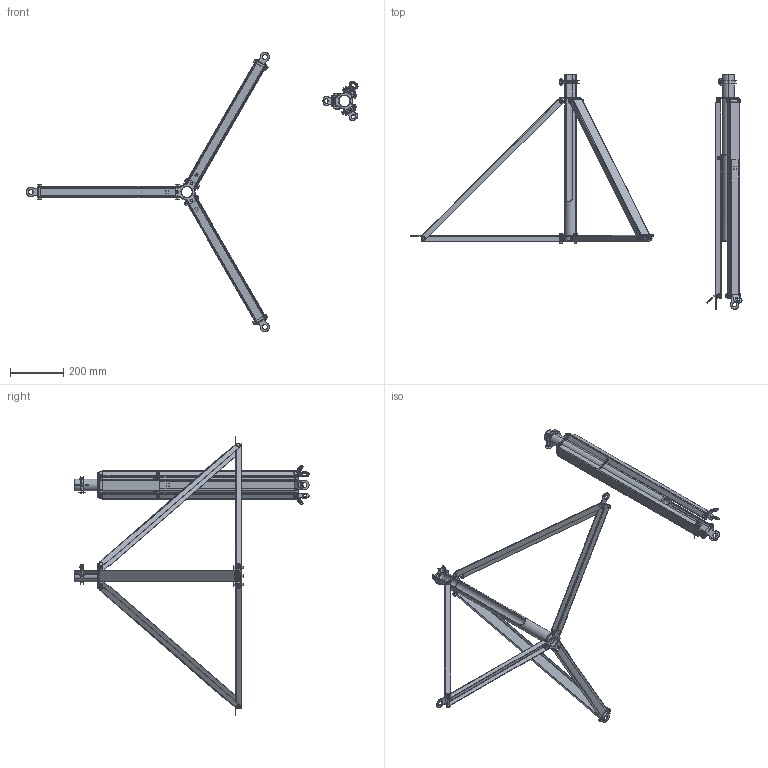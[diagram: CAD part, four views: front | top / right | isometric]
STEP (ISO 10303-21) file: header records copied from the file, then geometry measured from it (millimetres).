
FILE_DESCRIPTION(('CoCreate Modeling STEP Export'),'2;1');
FILE_NAME('5408932.stp','2018-09-20T 9:08:28',(''),(''),'CoCreate Modeling STEP processor for AP214 (Solid Model)','CoCreate Modeling 16.00D 29-May-2009 (C) Parametric Technology GmbH','');
FILE_SCHEMA(('AUTOMOTIVE_DESIGN { 1 0 10303 214 1 1 1 1 }'));
Length unit declared in the file: millimetre
Products named in the file (18): Rohraufnahme_Schlitz-484204; Blindniet-.2; Flachrundschraube_DIN_603_M10_x_50; Gelenk-484125.2; Gelenk-484153.1; Gelenkrosette-484122; Gelenkrosette-484123; Gelenkrosette-484124; Klemmschelle.1; Scheibe_A_8_4_DIN_6798.3; Schraube_M_8x30_DIN_933; Schraube_M_8x50_DIN_933.2.2; Sechskantmutter_M8_DIN_6924; Sicherungsmutter_M8_DIN_980.2; Rohraufnahme-484204; Aufbau; Gelenkständer1m-geschlossen; Gelenkständer-Schlitz-1m-Offen
Assembly tree (76 placements, depth 4):
  Gelenkständer-Schlitz-1m-Offen
    Gelenkständer1m-geschlossen
      Aufbau
        Rohraufnahme-484204
        Gelenkrosette-484124
        Gelenkrosette-484123
        Gelenkrosette-484122
        Klemmschelle.1
        Blindniet-.2  x6
        Schraube_M_8x50_DIN_933.2.2  x6
        Sicherungsmutter_M8_DIN_980.2  x6
        Gelenk-484125.2  x3
        Schraube_M_8x30_DIN_933  x3
        Scheibe_A_8_4_DIN_6798.3  x3
        Gelenk-484153.1  x3
        Flachrundschraube_DIN_603_M10_x_50
        Sechskantmutter_M8_DIN_6924
    Sicherungsmutter_M8_DIN_980.2  x6
    Sechskantmutter_M8_DIN_6924
    Schraube_M_8x50_DIN_933.2.2  x6
    Schraube_M_8x30_DIN_933  x3
    Scheibe_A_8_4_DIN_6798.3  x3
    Klemmschelle.1
    Gelenkrosette-484124
    Gelenkrosette-484123
    Gelenkrosette-484122
    Gelenk-484153.1  x3
    Gelenk-484125.2  x3
    Flachrundschraube_DIN_603_M10_x_50
    Blindniet-.2  x6
    Rohraufnahme_Schlitz-484204
Bounding box: 1243.11 x 878.1 x 1047.3 mm (x, y, z)
Volume: 1635433.2 mm3; surface area: 1644385.1 mm2
Topology: 74 solids, 74 shells, 1968 faces, 4876 edges, 3092 vertices
Faces by surface type: plane 911, cylinder 665, cone 340, torus 48, sphere 4
Entity records: 16526 total; most frequent: CARTESIAN_POINT 5185, ORIENTED_EDGE 2368, DIRECTION 1971, EDGE_CURVE 1184, VERTEX_POINT 768, AXIS2_PLACEMENT_3D 669, VECTOR 633, LINE 633
